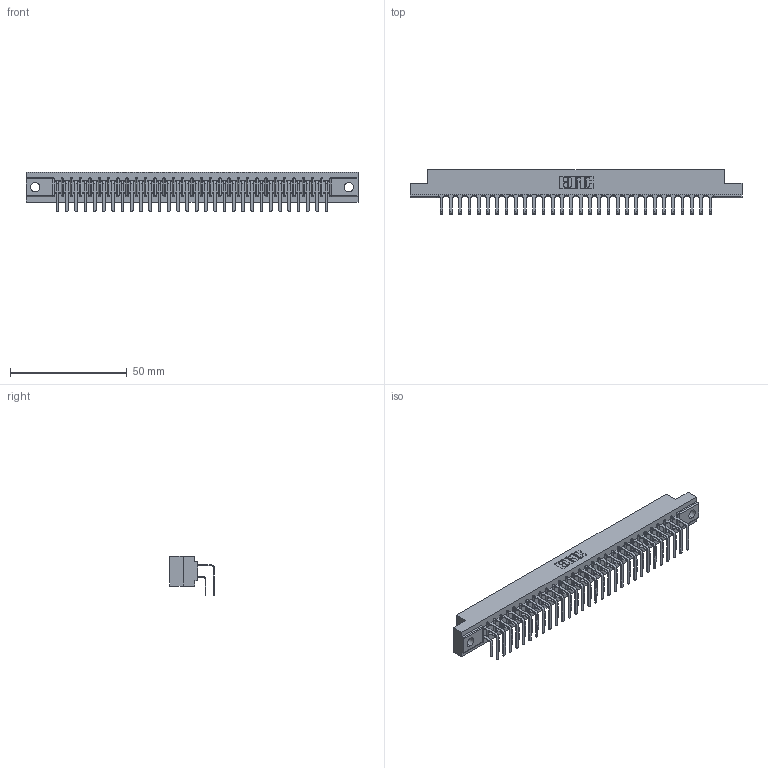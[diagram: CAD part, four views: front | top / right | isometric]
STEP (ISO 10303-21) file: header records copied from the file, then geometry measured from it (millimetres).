
FILE_DESCRIPTION (( 'STEP AP203' ), '1' );
FILE_NAME ('307-030-458-102.STEP', '2020-09-28T11:12:00', ( '' ), ( '' ), 'SwSTEP 2.0', 'SolidWorks 2020', '' );
FILE_SCHEMA (( 'CONFIG_CONTROL_DESIGN' ));
Length unit declared in the file: inch
Products named in the file (4): 307-290-001_558 559 - 1 (Single); 307-030-458-102; 307 Part_.128 Dia Mounting Holes; 307-290-001_558 - 2 (Single)
Assembly tree (61 placements, depth 2):
  307-030-458-102
    307 Part_.128 Dia Mounting Holes
    307-290-001_558 559 - 1 (Single)  x30
    307-290-001_558 - 2 (Single)  x30
Bounding box: 141.88 x 18.96 x 16.8 mm (x, y, z)
Volume: 15180.8 mm3; surface area: 19683.6 mm2
Topology: 61 solids, 61 shells, 3149 faces, 8843 edges, 5730 vertices
Faces by surface type: plane 2050, cylinder 1037, sphere 62
Entity records: 29607 total; most frequent: CARTESIAN_POINT 4848, ORIENTED_EDGE 4802, DIRECTION 4753, EDGE_CURVE 2401, LINE 1835, VECTOR 1835, VERTEX_POINT 1554, AXIS2_PLACEMENT_3D 1459
